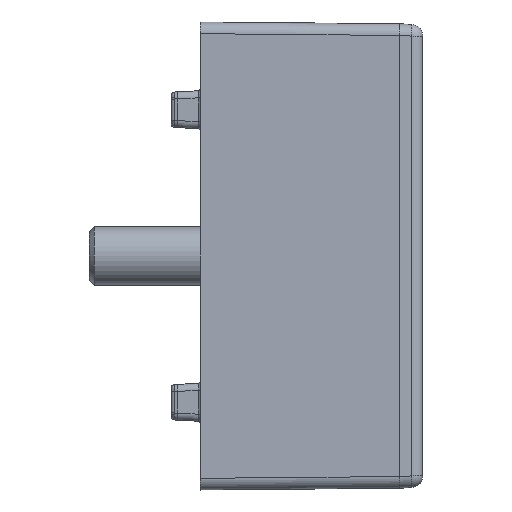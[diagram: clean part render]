
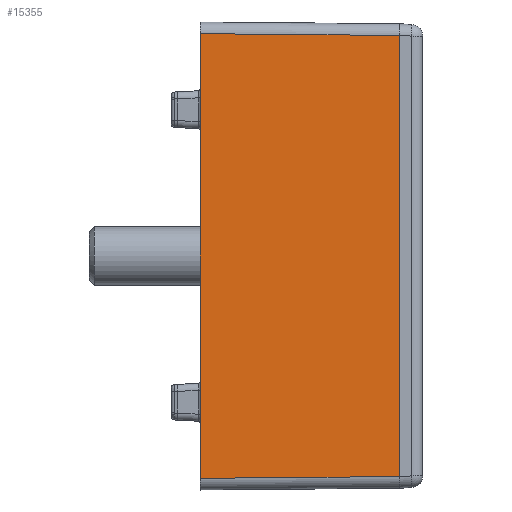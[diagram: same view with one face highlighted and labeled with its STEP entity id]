
A CAD part, front view. The second image highlights one B-rep face of the part: STEP entity #15355.
In plain terms, the highlighted planar face has unit normal (0.009, -1, 0).
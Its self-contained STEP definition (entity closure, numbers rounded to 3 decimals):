
#604=PLANE('',#16557);
#1038=FACE_OUTER_BOUND('',#2043,.T.);
#2043=EDGE_LOOP('',(#10641,#10642,#10643,#10644));
#3783=LINE('',#22931,#4876);
#3899=LINE('',#23745,#4992);
#3915=LINE('',#23794,#5008);
#3916=LINE('',#23795,#5009);
#4876=VECTOR('',#18213,1000.);
#4992=VECTOR('',#18473,1000.);
#5008=VECTOR('',#18513,1000.);
#5009=VECTOR('',#18514,1000.);
#6466=VERTEX_POINT('',#22928);
#6467=VERTEX_POINT('',#22930);
#6656=VERTEX_POINT('',#23742);
#6657=VERTEX_POINT('',#23744);
#7947=EDGE_CURVE('',#6467,#6466,#3783,.T.);
#8158=EDGE_CURVE('',#6656,#6657,#3899,.T.);
#8184=EDGE_CURVE('',#6466,#6657,#3915,.T.);
#8185=EDGE_CURVE('',#6656,#6467,#3916,.T.);
#10641=ORIENTED_EDGE('',*,*,#7947,.T.);
#10642=ORIENTED_EDGE('',*,*,#8184,.T.);
#10643=ORIENTED_EDGE('',*,*,#8158,.F.);
#10644=ORIENTED_EDGE('',*,*,#8185,.T.);
#15355=ADVANCED_FACE('',(#1038),#604,.T.);
#16557=AXIS2_PLACEMENT_3D('',#23793,#18511,#18512);
#18213=DIRECTION('',(0.,0.,-1.));
#18473=DIRECTION('',(0.,0.,-1.));
#18511=DIRECTION('center_axis',(0.009,-1.,
0.));
#18512=DIRECTION('ref_axis',(1.,0.009,0.));
#18513=DIRECTION('',(1.,0.009,0.009));
#18514=DIRECTION('',(-1.,-0.009,0.009));
#22928=CARTESIAN_POINT('',(0.,0.,-19.));
#22930=CARTESIAN_POINT('',(0.,0.,19.));
#22931=CARTESIAN_POINT('',(0.,0.,20.));
#23742=CARTESIAN_POINT('',(17.,0.148,18.852));
#23744=CARTESIAN_POINT('',(17.,0.148,-18.852));
#23745=CARTESIAN_POINT('',(17.,0.148,20.));
#23793=CARTESIAN_POINT('Origin',(0.,0.,20.));
#23794=CARTESIAN_POINT('',(16.991,0.148,-18.852));
#23795=CARTESIAN_POINT('',(-0.009,0.,19.));
